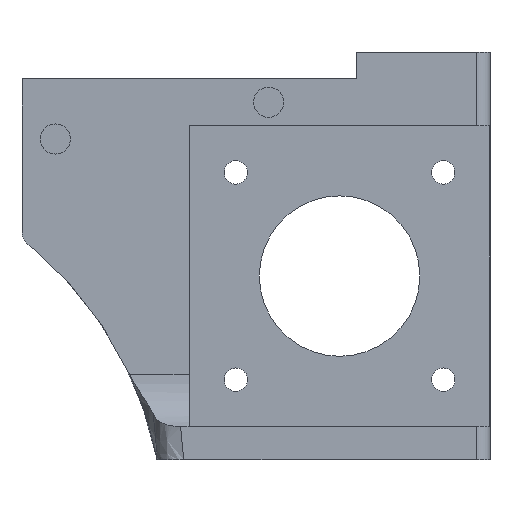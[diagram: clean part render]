
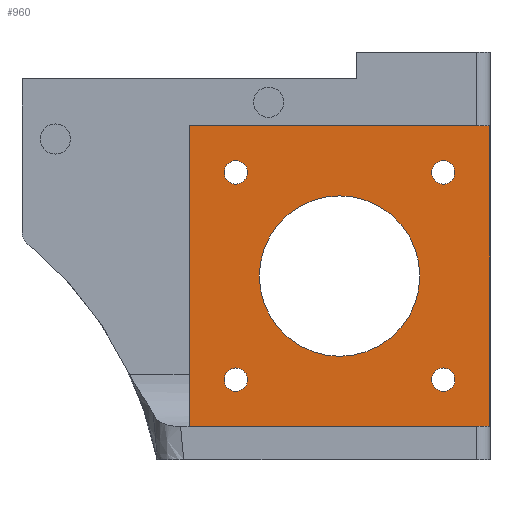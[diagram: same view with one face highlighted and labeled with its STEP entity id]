
A CAD part, left-side view. The second image highlights one B-rep face of the part: STEP entity #960.
In plain terms, the highlighted planar face has unit normal (-1, 0, 0).
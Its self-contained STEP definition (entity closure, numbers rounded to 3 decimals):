
#32=FACE_BOUND('',#157,.T.);
#33=FACE_BOUND('',#158,.T.);
#34=FACE_BOUND('',#159,.T.);
#35=FACE_BOUND('',#160,.T.);
#36=FACE_BOUND('',#161,.T.);
#52=PLANE('',#1047);
#92=FACE_OUTER_BOUND('',#156,.T.);
#156=EDGE_LOOP('',(#745,#746,#747,#748));
#157=EDGE_LOOP('',(#749));
#158=EDGE_LOOP('',(#750));
#159=EDGE_LOOP('',(#751));
#160=EDGE_LOOP('',(#752));
#161=EDGE_LOOP('',(#753));
#244=LINE('',#1492,#329);
#253=LINE('',#1520,#338);
#257=LINE('',#1729,#342);
#258=LINE('',#1730,#343);
#329=VECTOR('',#1187,10.);
#338=VECTOR('',#1206,10.);
#342=VECTOR('',#1222,10.);
#343=VECTOR('',#1223,10.);
#402=CIRCLE('',#1048,1.75);
#403=CIRCLE('',#1049,1.75);
#404=CIRCLE('',#1050,1.75);
#405=CIRCLE('',#1051,12.);
#406=CIRCLE('',#1052,1.75);
#466=VERTEX_POINT('',#1489);
#467=VERTEX_POINT('',#1491);
#475=VERTEX_POINT('',#1519);
#482=VERTEX_POINT('',#1728);
#483=VERTEX_POINT('',#1731);
#484=VERTEX_POINT('',#1733);
#485=VERTEX_POINT('',#1735);
#486=VERTEX_POINT('',#1737);
#487=VERTEX_POINT('',#1739);
#561=EDGE_CURVE('',#466,#467,#244,.T.);
#573=EDGE_CURVE('',#467,#475,#253,.T.);
#586=EDGE_CURVE('',#482,#466,#257,.T.);
#587=EDGE_CURVE('',#475,#482,#258,.T.);
#588=EDGE_CURVE('',#483,#483,#402,.T.);
#589=EDGE_CURVE('',#484,#484,#403,.T.);
#590=EDGE_CURVE('',#485,#485,#404,.T.);
#591=EDGE_CURVE('',#486,#486,#405,.T.);
#592=EDGE_CURVE('',#487,#487,#406,.T.);
#745=ORIENTED_EDGE('',*,*,#586,.F.);
#746=ORIENTED_EDGE('',*,*,#587,.F.);
#747=ORIENTED_EDGE('',*,*,#573,.F.);
#748=ORIENTED_EDGE('',*,*,#561,.F.);
#749=ORIENTED_EDGE('',*,*,#588,.F.);
#750=ORIENTED_EDGE('',*,*,#589,.F.);
#751=ORIENTED_EDGE('',*,*,#590,.F.);
#752=ORIENTED_EDGE('',*,*,#591,.F.);
#753=ORIENTED_EDGE('',*,*,#592,.F.);
#960=ADVANCED_FACE('',(#92,#32,#33,#34,#35,#36),#52,.T.);
#1047=AXIS2_PLACEMENT_3D('',#1727,#1220,#1221);
#1048=AXIS2_PLACEMENT_3D('',#1732,#1224,#1225);
#1049=AXIS2_PLACEMENT_3D('',#1734,#1226,#1227);
#1050=AXIS2_PLACEMENT_3D('',#1736,#1228,#1229);
#1051=AXIS2_PLACEMENT_3D('',#1738,#1230,#1231);
#1052=AXIS2_PLACEMENT_3D('',#1740,#1232,#1233);
#1187=DIRECTION('',(0.,0.,-1.));
#1206=DIRECTION('',(0.,1.,0.));
#1220=DIRECTION('center_axis',(-1.,0.,0.));
#1221=DIRECTION('ref_axis',(0.,-1.,0.));
#1222=DIRECTION('',(0.,-1.,0.));
#1223=DIRECTION('',(0.,0.,1.));
#1224=DIRECTION('center_axis',(-1.,0.,0.));
#1225=DIRECTION('ref_axis',(0.,1.,0.));
#1226=DIRECTION('center_axis',(-1.,0.,0.));
#1227=DIRECTION('ref_axis',(0.,1.,0.));
#1228=DIRECTION('center_axis',(-1.,0.,0.));
#1229=DIRECTION('ref_axis',(0.,1.,0.));
#1230=DIRECTION('center_axis',(-1.,0.,0.));
#1231=DIRECTION('ref_axis',(0.,-1.,0.));
#1232=DIRECTION('center_axis',(-1.,0.,0.));
#1233=DIRECTION('ref_axis',(0.,1.,0.));
#1489=CARTESIAN_POINT('',(23.5,0.,50.));
#1491=CARTESIAN_POINT('',(23.5,0.,5.));
#1492=CARTESIAN_POINT('',(23.5,0.,42.25));
#1519=CARTESIAN_POINT('',(23.5,45.,5.));
#1520=CARTESIAN_POINT('',(23.5,45.,5.));
#1727=CARTESIAN_POINT('Origin',(23.5,22.5,27.5));
#1728=CARTESIAN_POINT('',(23.5,45.,50.));
#1729=CARTESIAN_POINT('',(23.5,0.,50.));
#1730=CARTESIAN_POINT('',(23.5,45.,50.));
#1731=CARTESIAN_POINT('',(23.5,36.25,43.));
#1732=CARTESIAN_POINT('Origin',(23.5,38.,43.));
#1733=CARTESIAN_POINT('',(23.5,5.25,12.));
#1734=CARTESIAN_POINT('Origin',(23.5,7.,12.));
#1735=CARTESIAN_POINT('',(23.5,5.25,43.));
#1736=CARTESIAN_POINT('Origin',(23.5,7.,43.));
#1737=CARTESIAN_POINT('',(23.5,34.5,27.5));
#1738=CARTESIAN_POINT('Origin',(23.5,22.5,27.5));
#1739=CARTESIAN_POINT('',(23.5,36.25,12.));
#1740=CARTESIAN_POINT('Origin',(23.5,38.,12.));
